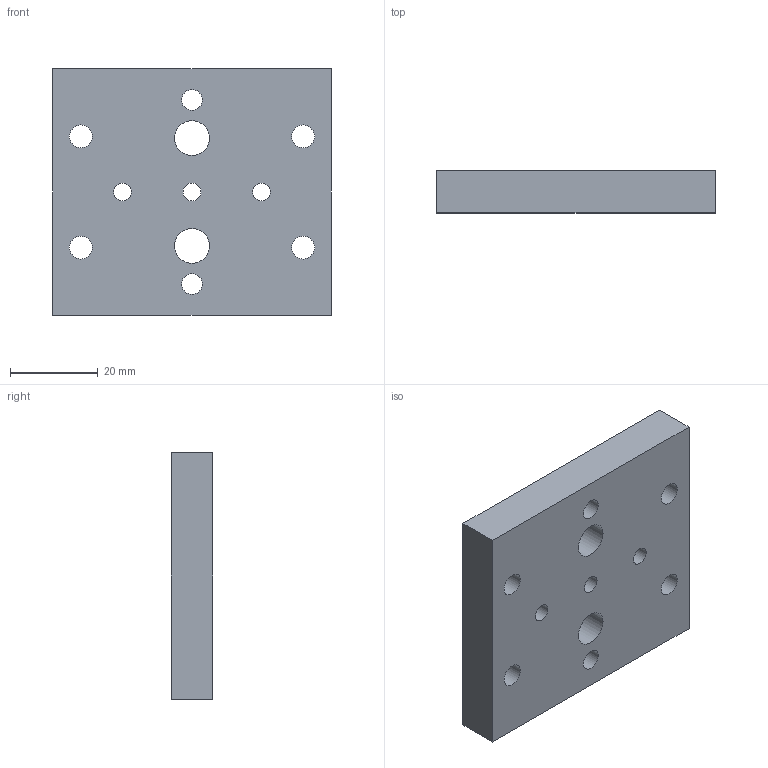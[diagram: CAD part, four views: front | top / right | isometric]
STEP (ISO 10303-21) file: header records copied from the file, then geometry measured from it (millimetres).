
FILE_DESCRIPTION(/* description */ ('Alibre Inc.'),/* implementation_level */ '2;1');
FILE_NAME(/* name */ 'export-F6E17E42-27D4-4ABF-90AD-898CD30CEF28',/* time_stamp */ '2022-04-02T13:48:43-04:00',/* author */ (''),/* organization */ (''),/* preprocessor_version */ 'ST-DEVELOPER v17',/* originating_system */ 'Alibre',/* authorisation */ '');
FILE_SCHEMA (('AUTOMOTIVE_DESIGN'));
Length unit declared in the file: centimetre
Bounding box: 63.5 x 9.53 x 56.36 mm (x, y, z)
Volume: 31622.4 mm3; surface area: 10671.3 mm2
Topology: 1 solids, 1 shells, 17 faces, 45 edges, 30 vertices
Faces by surface type: cylinder 11, plane 6
Full cylindrical faces by diameter (mm): 4.064 x3, 4.762 x1, 4.763 x1, 5.207 x4, 7.938 x2
Entity records: 539 total; most frequent: DIRECTION 84, CARTESIAN_POINT 81, ORIENTED_EDGE 68, EDGE_LOOP 50, FACE_BOUND 50, AXIS2_PLACEMENT_3D 39, EDGE_CURVE 34, VERTEX_POINT 30
